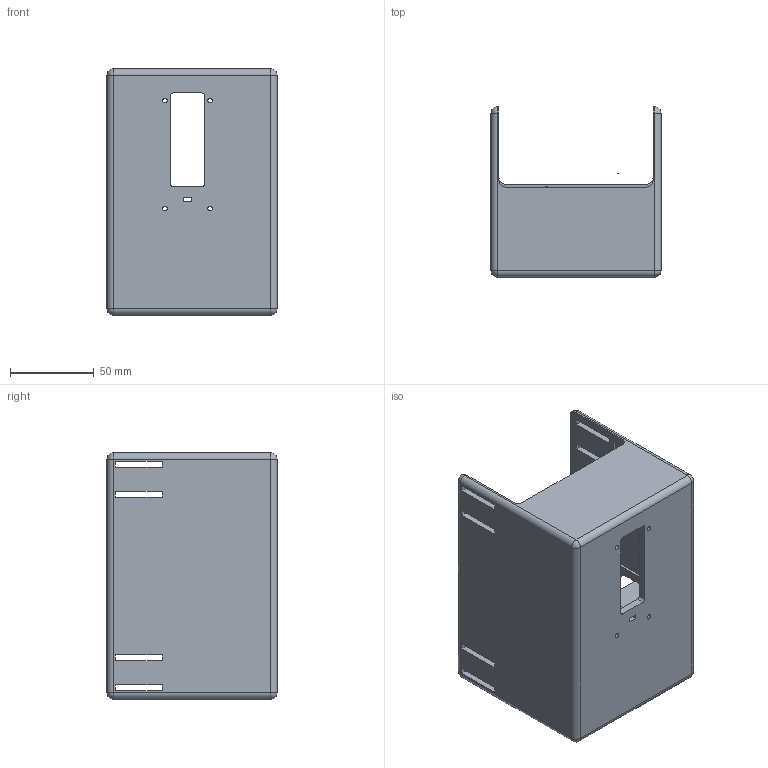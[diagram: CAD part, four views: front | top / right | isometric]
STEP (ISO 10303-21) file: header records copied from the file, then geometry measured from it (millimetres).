
FILE_DESCRIPTION(/* description */ (''),/* implementation_level */ '2;1');
FILE_NAME(/* name */ '0398a1db-65b5-4327-95d2-e94508384035.stp',/* time_stamp */ '2019-06-12T21:28:29+00:00',/* author */ (''),/* organization */ (''),/* preprocessor_version */ 'ST-DEVELOPER v18',/* originating_system */ 'Autodesk Translation Framework v8.2.0.1029',/* authorisation */ '');
FILE_SCHEMA (('AUTOMOTIVE_DESIGN { 1 0 10303 214 3 1 1 }'));
Length unit declared in the file: inch
Products named in the file (2): v7.3.0_Chassis; Main Housing
Assembly tree (1 placements, depth 2):
  v7.3.0_Chassis
    Main Housing
Bounding box: 101.6 x 101.6 x 147.32 mm (x, y, z)
Volume: 224109.9 mm3; surface area: 113387.8 mm2
Topology: 2 solids, 2 shells, 150 faces, 436 edges, 287 vertices
Faces by surface type: plane 95, cylinder 47, sphere 8
Full cylindrical faces by diameter (mm): 2.751 x4, 2.794 x4, 25.4 x1
Entity records: 5121 total; most frequent: CARTESIAN_POINT 937, ORIENTED_EDGE 872, DIRECTION 832, EDGE_CURVE 436, LINE 332, VECTOR 332, VERTEX_POINT 287, AXIS2_PLACEMENT_3D 250
